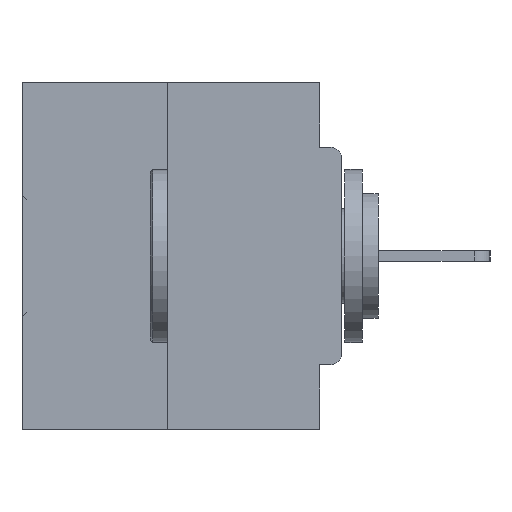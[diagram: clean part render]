
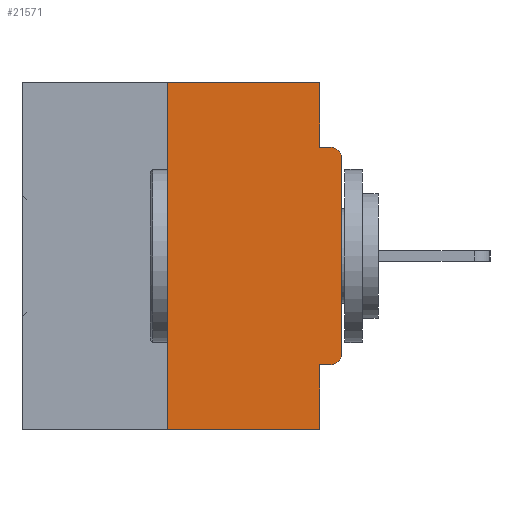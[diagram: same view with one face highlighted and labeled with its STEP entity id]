
A CAD part, left-side view. The second image highlights one B-rep face of the part: STEP entity #21571.
In plain terms, the highlighted planar face has unit normal (-1, 0, 0).
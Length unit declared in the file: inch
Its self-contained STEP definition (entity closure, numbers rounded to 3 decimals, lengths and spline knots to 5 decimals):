
#628 = CARTESIAN_POINT ( 'NONE',  ( 0., 0.015, -0.3915 ) ) ;
#1676 = EDGE_CURVE ( 'NONE', #17339, #21307, #20035, .T. ) ;
#1679 = VECTOR ( 'NONE', #2061, 39.37008 ) ;
#1830 = LINE ( 'NONE', #25328, #40107 ) ;
#1832 = EDGE_CURVE ( 'NONE', #19149, #8256, #21459, .T. ) ;
#2061 = DIRECTION ( 'NONE',  ( 0., 0., 1. ) ) ;
#3433 = LINE ( 'NONE', #9649, #16977 ) ;
#3535 = AXIS2_PLACEMENT_3D ( 'NONE', #628, #34899, #7003 ) ;
#3610 = DIRECTION ( 'NONE',  ( 0., 0., -1. ) ) ;
#4144 = LINE ( 'NONE', #11306, #1679 ) ;
#4439 = EDGE_LOOP ( 'NONE', ( #7561, #30251, #12829, #9923, #10512, #31307, #30445, #10553, #22213, #8971 ) ) ;
#4465 = CARTESIAN_POINT ( 'NONE',  ( 0., 0.46, 0. ) ) ;
#4723 = CARTESIAN_POINT ( 'NONE',  ( 0., 0.031, -0.0935 ) ) ;
#5050 = CARTESIAN_POINT ( 'NONE',  ( 0., 0.25, 0. ) ) ;
#5357 = CARTESIAN_POINT ( 'NONE',  ( 0., 0.25, -0.5 ) ) ;
#5405 = FACE_OUTER_BOUND ( 'NONE', #4439, .T. ) ;
#6597 = CARTESIAN_POINT ( 'NONE',  ( 0., 0.031, -0.4065 ) ) ;
#7003 = DIRECTION ( 'NONE',  ( 0., 0., -1. ) ) ;
#7513 = LINE ( 'NONE', #33520, #36078 ) ;
#7561 = ORIENTED_EDGE ( 'NONE', *, *, #12258, .F. ) ;
#7654 = AXIS2_PLACEMENT_3D ( 'NONE', #4465, #32744, #14204 ) ;
#8256 = VERTEX_POINT ( 'NONE', #5050 ) ;
#8599 = VERTEX_POINT ( 'NONE', #13206 ) ;
#8971 = ORIENTED_EDGE ( 'NONE', *, *, #30831, .F. ) ;
#9593 = EDGE_CURVE ( 'NONE', #11798, #15965, #4144, .T. ) ;
#9649 = CARTESIAN_POINT ( 'NONE',  ( 0., 0., -0.0935 ) ) ;
#9923 = ORIENTED_EDGE ( 'NONE', *, *, #40120, .F. ) ;
#10136 = DIRECTION ( 'NONE',  ( -1., 0., 0. ) ) ;
#10359 = EDGE_CURVE ( 'NONE', #15965, #18096, #18126, .T. ) ;
#10512 = ORIENTED_EDGE ( 'NONE', *, *, #1676, .F. ) ;
#10553 = ORIENTED_EDGE ( 'NONE', *, *, #10359, .T. ) ;
#10699 = VECTOR ( 'NONE', #13417, 39.37008 ) ;
#11306 = CARTESIAN_POINT ( 'NONE',  ( 0., 0., 0. ) ) ;
#11798 = VERTEX_POINT ( 'NONE', #40019 ) ;
#12258 = EDGE_CURVE ( 'NONE', #8256, #12969, #13592, .T. ) ;
#12632 = DIRECTION ( 'NONE',  ( 0., 0., -1. ) ) ;
#12829 = ORIENTED_EDGE ( 'NONE', *, *, #27340, .T. ) ;
#12969 = VERTEX_POINT ( 'NONE', #16013 ) ;
#13147 = DIRECTION ( 'NONE',  ( 0., -1., 0. ) ) ;
#13206 = CARTESIAN_POINT ( 'NONE',  ( 0., 0.031, -0.5 ) ) ;
#13417 = DIRECTION ( 'NONE',  ( 0., -1., 0. ) ) ;
#13592 = LINE ( 'NONE', #31923, #10699 ) ;
#14008 = CARTESIAN_POINT ( 'NONE',  ( 0., 0.015, -0.4065 ) ) ;
#14204 = DIRECTION ( 'NONE',  ( 0., 0., -1. ) ) ;
#15965 = VERTEX_POINT ( 'NONE', #34749 ) ;
#16013 = CARTESIAN_POINT ( 'NONE',  ( 0., 0.031, 0. ) ) ;
#16278 = DIRECTION ( 'NONE',  ( 0., -1., 0. ) ) ;
#16977 = VECTOR ( 'NONE', #13147, 39.37008 ) ;
#17339 = VERTEX_POINT ( 'NONE', #14008 ) ;
#18096 = VERTEX_POINT ( 'NONE', #28585 ) ;
#18126 = CIRCLE ( 'NONE', #33787, 0.015 ) ;
#18408 = EDGE_CURVE ( 'NONE', #29839, #18096, #3433, .T. ) ;
#19118 = DIRECTION ( 'NONE',  ( 0., 0., 1. ) ) ;
#19149 = VERTEX_POINT ( 'NONE', #5357 ) ;
#20035 = LINE ( 'NONE', #33379, #27275 ) ;
#20380 = VECTOR ( 'NONE', #16278, 39.37008 ) ;
#21307 = VERTEX_POINT ( 'NONE', #6597 ) ;
#21459 = LINE ( 'NONE', #37692, #39414 ) ;
#21571 = ADVANCED_FACE ( 'NONE', ( #5405 ), #29618, .F. ) ;
#21705 = CIRCLE ( 'NONE', #3535, 0.015 ) ;
#22213 = ORIENTED_EDGE ( 'NONE', *, *, #18408, .F. ) ;
#24286 = DIRECTION ( 'NONE',  ( 0., 1., 0. ) ) ;
#24575 = DIRECTION ( 'NONE',  ( 0., 0., -1. ) ) ;
#25328 = CARTESIAN_POINT ( 'NONE',  ( 0., 0.031, -0.5 ) ) ;
#27275 = VECTOR ( 'NONE', #24286, 39.37008 ) ;
#27340 = EDGE_CURVE ( 'NONE', #19149, #8599, #30532, .T. ) ;
#28585 = CARTESIAN_POINT ( 'NONE',  ( 0., 0.015, -0.0935 ) ) ;
#29618 = PLANE ( 'NONE',  #7654 ) ;
#29839 = VERTEX_POINT ( 'NONE', #4723 ) ;
#30251 = ORIENTED_EDGE ( 'NONE', *, *, #1832, .F. ) ;
#30445 = ORIENTED_EDGE ( 'NONE', *, *, #9593, .T. ) ;
#30532 = LINE ( 'NONE', #38232, #20380 ) ;
#30831 = EDGE_CURVE ( 'NONE', #12969, #29839, #7513, .T. ) ;
#31053 = CARTESIAN_POINT ( 'NONE',  ( 0., 0.015, -0.1085 ) ) ;
#31307 = ORIENTED_EDGE ( 'NONE', *, *, #32102, .T. ) ;
#31923 = CARTESIAN_POINT ( 'NONE',  ( 0., 0.46, 0. ) ) ;
#32102 = EDGE_CURVE ( 'NONE', #17339, #11798, #21705, .T. ) ;
#32744 = DIRECTION ( 'NONE',  ( 1., 0., 0. ) ) ;
#33379 = CARTESIAN_POINT ( 'NONE',  ( 0., 0., -0.4065 ) ) ;
#33520 = CARTESIAN_POINT ( 'NONE',  ( 0., 0.031, 0. ) ) ;
#33787 = AXIS2_PLACEMENT_3D ( 'NONE', #31053, #10136, #3610 ) ;
#34749 = CARTESIAN_POINT ( 'NONE',  ( 0., 0., -0.1085 ) ) ;
#34899 = DIRECTION ( 'NONE',  ( -1., 0., 0. ) ) ;
#36078 = VECTOR ( 'NONE', #24575, 39.37008 ) ;
#37692 = CARTESIAN_POINT ( 'NONE',  ( 0., 0.25, 0. ) ) ;
#38232 = CARTESIAN_POINT ( 'NONE',  ( 0., 0.46, -0.5 ) ) ;
#39414 = VECTOR ( 'NONE', #19118, 39.37008 ) ;
#40019 = CARTESIAN_POINT ( 'NONE',  ( 0., 0., -0.3915 ) ) ;
#40107 = VECTOR ( 'NONE', #12632, 39.37008 ) ;
#40120 = EDGE_CURVE ( 'NONE', #21307, #8599, #1830, .T. ) ;
